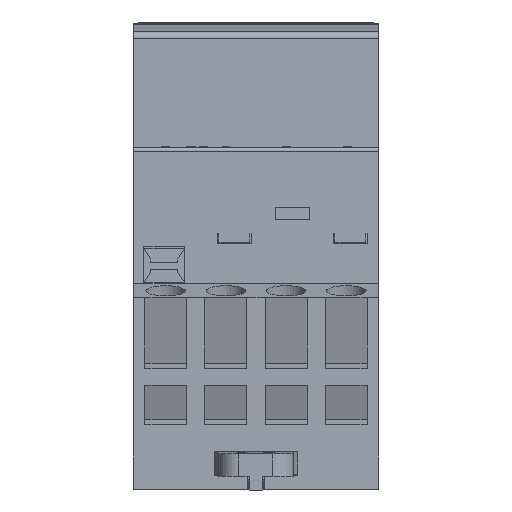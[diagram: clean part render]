
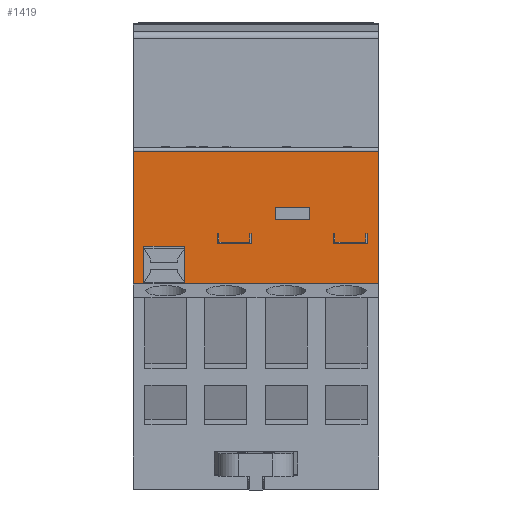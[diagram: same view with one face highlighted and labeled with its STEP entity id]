
A CAD part, left-side view. The second image highlights one B-rep face of the part: STEP entity #1419.
In plain terms, the highlighted face is planar.
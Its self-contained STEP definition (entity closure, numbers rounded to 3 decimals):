
#1419=ADVANCED_FACE('',(#7684,#7686,#7688,#7690),#7692,.T.);
#7684=FACE_BOUND('',#7685,.T.);
#7685=EDGE_LOOP('',(#16991,#16992,#16993,#16994,#16995,#16996,#16997,#16998));
#7686=FACE_BOUND('',#7687,.T.);
#7687=EDGE_LOOP('',(#16999,#17000,#17001,#17002,#17003,#17004,#17005,#17006));
#7688=FACE_BOUND('',#7689,.T.);
#7689=EDGE_LOOP('',(#17007,#17008,#17009,#17010,#17011,#17012,#17013,#17014));
#7690=FACE_BOUND('',#7691,.T.);
#7691=EDGE_LOOP('',(#17015,#17016,#17017,#17018));
#7692=PLANE('',#7693);
#7693=AXIS2_PLACEMENT_3D('',#7694,#7695,#7696);
#7694=CARTESIAN_POINT('',(182.651,0.,-0.918));
#7695=DIRECTION('',(1.,0.,0.));
#7696=DIRECTION('',(0.,0.,-1.));
#16991=ORIENTED_EDGE('',*,*,#25477,.T.);
#16992=ORIENTED_EDGE('',*,*,#25478,.T.);
#16993=ORIENTED_EDGE('',*,*,#25465,.T.);
#16994=ORIENTED_EDGE('',*,*,#25479,.F.);
#16995=ORIENTED_EDGE('',*,*,#25480,.F.);
#16996=ORIENTED_EDGE('',*,*,#25481,.T.);
#16997=ORIENTED_EDGE('',*,*,#25453,.T.);
#16998=ORIENTED_EDGE('',*,*,#25482,.T.);
#16999=ORIENTED_EDGE('',*,*,#25483,.T.);
#17000=ORIENTED_EDGE('',*,*,#25484,.T.);
#17001=ORIENTED_EDGE('',*,*,#25485,.T.);
#17002=ORIENTED_EDGE('',*,*,#25486,.T.);
#17003=ORIENTED_EDGE('',*,*,#25487,.T.);
#17004=ORIENTED_EDGE('',*,*,#25488,.T.);
#17005=ORIENTED_EDGE('',*,*,#25489,.T.);
#17006=ORIENTED_EDGE('',*,*,#25490,.T.);
#17007=ORIENTED_EDGE('',*,*,#25491,.T.);
#17008=ORIENTED_EDGE('',*,*,#25492,.T.);
#17009=ORIENTED_EDGE('',*,*,#25493,.T.);
#17010=ORIENTED_EDGE('',*,*,#25494,.T.);
#17011=ORIENTED_EDGE('',*,*,#25495,.T.);
#17012=ORIENTED_EDGE('',*,*,#25496,.T.);
#17013=ORIENTED_EDGE('',*,*,#25497,.T.);
#17014=ORIENTED_EDGE('',*,*,#25498,.T.);
#17015=ORIENTED_EDGE('',*,*,#25499,.T.);
#17016=ORIENTED_EDGE('',*,*,#25500,.T.);
#17017=ORIENTED_EDGE('',*,*,#25501,.T.);
#17018=ORIENTED_EDGE('',*,*,#25502,.T.);
#25453=EDGE_CURVE('',#29840,#29838,#29841,.T.);
#25465=EDGE_CURVE('',#29837,#29862,#29864,.T.);
#25477=EDGE_CURVE('',#29886,#29887,#29888,.F.);
#25478=EDGE_CURVE('',#29887,#29837,#29889,.F.);
#25479=EDGE_CURVE('',#29890,#29862,#29891,.T.);
#25480=EDGE_CURVE('',#29892,#29890,#29893,.T.);
#25481=EDGE_CURVE('',#29892,#29840,#29894,.T.);
#25482=EDGE_CURVE('',#29838,#29886,#29895,.F.);
#25483=EDGE_CURVE('',#29896,#29897,#29898,.F.);
#25484=EDGE_CURVE('',#29897,#29899,#29900,.F.);
#25485=EDGE_CURVE('',#29899,#29901,#29902,.F.);
#25486=EDGE_CURVE('',#29901,#29903,#29904,.F.);
#25487=EDGE_CURVE('',#29903,#29905,#29906,.F.);
#25488=EDGE_CURVE('',#29905,#29907,#29908,.F.);
#25489=EDGE_CURVE('',#29907,#29909,#29910,.F.);
#25490=EDGE_CURVE('',#29909,#29896,#29911,.F.);
#25491=EDGE_CURVE('',#29912,#29913,#29914,.F.);
#25492=EDGE_CURVE('',#29913,#29915,#29916,.F.);
#25493=EDGE_CURVE('',#29915,#29917,#29918,.F.);
#25494=EDGE_CURVE('',#29917,#29919,#29920,.F.);
#25495=EDGE_CURVE('',#29919,#29921,#29922,.F.);
#25496=EDGE_CURVE('',#29921,#29923,#29924,.F.);
#25497=EDGE_CURVE('',#29923,#29925,#29926,.F.);
#25498=EDGE_CURVE('',#29925,#29912,#29927,.F.);
#25499=EDGE_CURVE('',#29928,#29929,#29930,.F.);
#25500=EDGE_CURVE('',#29929,#29931,#29932,.F.);
#25501=EDGE_CURVE('',#29931,#29933,#29934,.F.);
#25502=EDGE_CURVE('',#29933,#29928,#29935,.F.);
#29837=VERTEX_POINT('',#38123);
#29838=VERTEX_POINT('',#38124);
#29840=VERTEX_POINT('',#38128);
#29841=LINE('',#38129,#38130);
#29862=VERTEX_POINT('',#38172);
#29864=LINE('',#38176,#38177);
#29886=VERTEX_POINT('',#38230);
#29887=VERTEX_POINT('',#38231);
#29888=LINE('',#38232,#38233);
#29889=LINE('',#38235,#38236);
#29890=VERTEX_POINT('',#38238);
#29891=LINE('',#38239,#38240);
#29892=VERTEX_POINT('',#38242);
#29893=LINE('',#38243,#38244);
#29894=LINE('',#38246,#38247);
#29895=LINE('',#38249,#38250);
#29896=VERTEX_POINT('',#38252);
#29897=VERTEX_POINT('',#38253);
#29898=LINE('',#38254,#38255);
#29899=VERTEX_POINT('',#38257);
#29900=LINE('',#38258,#38259);
#29901=VERTEX_POINT('',#38261);
#29902=LINE('',#38262,#38263);
#29903=VERTEX_POINT('',#38265);
#29904=LINE('',#38266,#38267);
#29905=VERTEX_POINT('',#38269);
#29906=LINE('',#38270,#38271);
#29907=VERTEX_POINT('',#38273);
#29908=LINE('',#38274,#38275);
#29909=VERTEX_POINT('',#38277);
#29910=LINE('',#38278,#38279);
#29911=LINE('',#38281,#38282);
#29912=VERTEX_POINT('',#38284);
#29913=VERTEX_POINT('',#38285);
#29914=LINE('',#38286,#38287);
#29915=VERTEX_POINT('',#38289);
#29916=LINE('',#38290,#38291);
#29917=VERTEX_POINT('',#38293);
#29918=LINE('',#38294,#38295);
#29919=VERTEX_POINT('',#38297);
#29920=LINE('',#38298,#38299);
#29921=VERTEX_POINT('',#38301);
#29922=LINE('',#38302,#38303);
#29923=VERTEX_POINT('',#38305);
#29924=LINE('',#38306,#38307);
#29925=VERTEX_POINT('',#38309);
#29926=LINE('',#38310,#38311);
#29927=LINE('',#38313,#38314);
#29928=VERTEX_POINT('',#38316);
#29929=VERTEX_POINT('',#38317);
#29930=LINE('',#38318,#38319);
#29931=VERTEX_POINT('',#38321);
#29932=LINE('',#38322,#38323);
#29933=VERTEX_POINT('',#38325);
#29934=LINE('',#38326,#38327);
#29935=LINE('',#38329,#38330);
#38123=CARTESIAN_POINT('',(182.651,7.536,-20.918));
#38124=CARTESIAN_POINT('',(182.651,1.542,-20.918));
#38128=CARTESIAN_POINT('',(182.651,0.,-20.918));
#38129=CARTESIAN_POINT('',(182.651,0.,-20.918));
#38130=VECTOR('',#38131,1.);
#38131=DIRECTION('',(0.,1.,0.));
#38172=CARTESIAN_POINT('',(182.651,36.,-20.918));
#38176=CARTESIAN_POINT('',(182.651,7.536,-20.918));
#38177=VECTOR('',#38178,1.);
#38178=DIRECTION('',(0.,1.,0.));
#38230=CARTESIAN_POINT('',(182.651,1.542,-15.418));
#38231=CARTESIAN_POINT('',(182.651,7.536,-15.418));
#38232=CARTESIAN_POINT('',(182.651,7.536,-15.418));
#38233=VECTOR('',#38234,1.);
#38234=DIRECTION('',(0.,-1.,0.));
#38235=CARTESIAN_POINT('',(182.651,7.536,-20.918));
#38236=VECTOR('',#38237,1.);
#38237=DIRECTION('',(0.,0.,1.));
#38238=CARTESIAN_POINT('',(182.651,36.,-1.418));
#38239=CARTESIAN_POINT('',(182.651,36.,-1.418));
#38240=VECTOR('',#38241,1.);
#38241=DIRECTION('',(0.,0.,-1.));
#38242=CARTESIAN_POINT('',(182.651,0.,-1.418));
#38243=CARTESIAN_POINT('',(182.651,0.,-1.418));
#38244=VECTOR('',#38245,1.);
#38245=DIRECTION('',(0.,1.,0.));
#38246=CARTESIAN_POINT('',(182.651,0.,-1.418));
#38247=VECTOR('',#38248,1.);
#38248=DIRECTION('',(0.,0.,-1.));
#38249=CARTESIAN_POINT('',(182.651,1.542,-15.418));
#38250=VECTOR('',#38251,1.);
#38251=DIRECTION('',(0.,0.,-1.));
#38252=CARTESIAN_POINT('',(182.651,29.57,-14.79));
#38253=CARTESIAN_POINT('',(182.651,34.07,-14.79));
#38254=CARTESIAN_POINT('',(182.651,34.07,-14.79));
#38255=VECTOR('',#38256,1.);
#38256=DIRECTION('',(0.,-1.,0.));
#38257=CARTESIAN_POINT('',(182.651,34.07,-13.54));
#38258=CARTESIAN_POINT('',(182.651,34.07,-13.54));
#38259=VECTOR('',#38260,1.);
#38260=DIRECTION('',(0.,0.,-1.));
#38261=CARTESIAN_POINT('',(182.651,34.32,-13.54));
#38262=CARTESIAN_POINT('',(182.651,34.32,-13.54));
#38263=VECTOR('',#38264,1.);
#38264=DIRECTION('',(0.,-1.,0.));
#38265=CARTESIAN_POINT('',(182.651,34.32,-15.04));
#38266=CARTESIAN_POINT('',(182.651,34.32,-15.04));
#38267=VECTOR('',#38268,1.);
#38268=DIRECTION('',(0.,0.,1.));
#38269=CARTESIAN_POINT('',(182.651,29.32,-15.04));
#38270=CARTESIAN_POINT('',(182.651,29.32,-15.04));
#38271=VECTOR('',#38272,1.);
#38272=DIRECTION('',(0.,1.,0.));
#38273=CARTESIAN_POINT('',(182.651,29.32,-13.54));
#38274=CARTESIAN_POINT('',(182.651,29.32,-13.54));
#38275=VECTOR('',#38276,1.);
#38276=DIRECTION('',(0.,0.,-1.));
#38277=CARTESIAN_POINT('',(182.651,29.57,-13.54));
#38278=CARTESIAN_POINT('',(182.651,29.57,-13.54));
#38279=VECTOR('',#38280,1.);
#38280=DIRECTION('',(0.,-1.,0.));
#38281=CARTESIAN_POINT('',(182.651,29.57,-14.79));
#38282=VECTOR('',#38283,1.);
#38283=DIRECTION('',(0.,0.,1.));
#38284=CARTESIAN_POINT('',(182.651,12.57,-14.79));
#38285=CARTESIAN_POINT('',(182.651,17.07,-14.79));
#38286=CARTESIAN_POINT('',(182.651,17.07,-14.79));
#38287=VECTOR('',#38288,1.);
#38288=DIRECTION('',(0.,-1.,0.));
#38289=CARTESIAN_POINT('',(182.651,17.07,-13.54));
#38290=CARTESIAN_POINT('',(182.651,17.07,-13.54));
#38291=VECTOR('',#38292,1.);
#38292=DIRECTION('',(0.,0.,-1.));
#38293=CARTESIAN_POINT('',(182.651,17.32,-13.54));
#38294=CARTESIAN_POINT('',(182.651,17.32,-13.54));
#38295=VECTOR('',#38296,1.);
#38296=DIRECTION('',(0.,-1.,0.));
#38297=CARTESIAN_POINT('',(182.651,17.32,-15.04));
#38298=CARTESIAN_POINT('',(182.651,17.32,-15.04));
#38299=VECTOR('',#38300,1.);
#38300=DIRECTION('',(0.,0.,1.));
#38301=CARTESIAN_POINT('',(182.651,12.32,-15.04));
#38302=CARTESIAN_POINT('',(182.651,12.32,-15.04));
#38303=VECTOR('',#38304,1.);
#38304=DIRECTION('',(0.,1.,0.));
#38305=CARTESIAN_POINT('',(182.651,12.32,-13.54));
#38306=CARTESIAN_POINT('',(182.651,12.32,-13.54));
#38307=VECTOR('',#38308,1.);
#38308=DIRECTION('',(0.,0.,-1.));
#38309=CARTESIAN_POINT('',(182.651,12.57,-13.54));
#38310=CARTESIAN_POINT('',(182.651,12.57,-13.54));
#38311=VECTOR('',#38312,1.);
#38312=DIRECTION('',(0.,-1.,0.));
#38313=CARTESIAN_POINT('',(182.651,12.57,-14.79));
#38314=VECTOR('',#38315,1.);
#38315=DIRECTION('',(0.,0.,1.));
#38316=CARTESIAN_POINT('',(182.651,20.82,-9.629));
#38317=CARTESIAN_POINT('',(182.651,25.82,-9.629));
#38318=CARTESIAN_POINT('',(182.651,25.82,-9.629));
#38319=VECTOR('',#38320,1.);
#38320=DIRECTION('',(0.,-1.,0.));
#38321=CARTESIAN_POINT('',(182.651,25.82,-11.429));
#38322=CARTESIAN_POINT('',(182.651,25.82,-11.429));
#38323=VECTOR('',#38324,1.);
#38324=DIRECTION('',(0.,0.,1.));
#38325=CARTESIAN_POINT('',(182.651,20.82,-11.429));
#38326=CARTESIAN_POINT('',(182.651,20.82,-11.429));
#38327=VECTOR('',#38328,1.);
#38328=DIRECTION('',(0.,1.,0.));
#38329=CARTESIAN_POINT('',(182.651,20.82,-9.629));
#38330=VECTOR('',#38331,1.);
#38331=DIRECTION('',(0.,0.,-1.));
